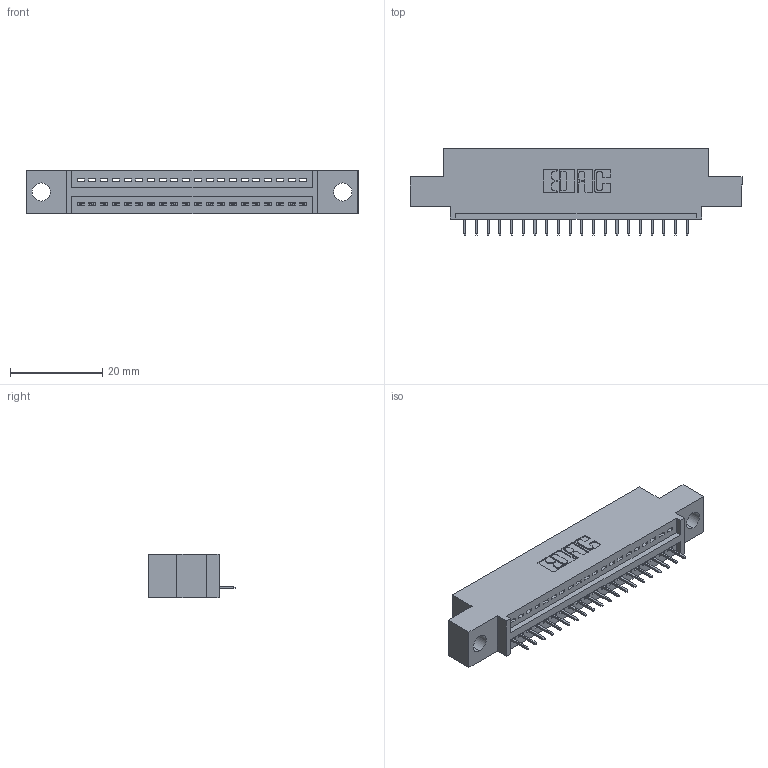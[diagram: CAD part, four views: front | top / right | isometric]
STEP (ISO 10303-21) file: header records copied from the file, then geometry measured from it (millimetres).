
FILE_DESCRIPTION (( 'STEP AP203' ), '1' );
FILE_NAME ('395-020-525-404.STEP', '2020-09-23T12:08:36', ( '' ), ( '' ), 'SwSTEP 2.0', 'SolidWorks 2020', '' );
FILE_SCHEMA (( 'CONFIG_CONTROL_DESIGN' ));
Length unit declared in the file: inch
Products named in the file (3): 395-020-525-404; 345 Part_0.110 Offset - 0.156 Dia-TH; 345-292-001_345-293-125
Assembly tree (21 placements, depth 2):
  395-020-525-404
    345 Part_0.110 Offset - 0.156 Dia-TH
    345-292-001_345-293-125  x20
Bounding box: 72.01 x 18.72 x 9.4 mm (x, y, z)
Volume: 6416.4 mm3; surface area: 7846.1 mm2
Topology: 21 solids, 21 shells, 1370 faces, 3953 edges, 2554 vertices
Faces by surface type: plane 1004, cylinder 366
Entity records: 18223 total; most frequent: CARTESIAN_POINT 3164, ORIENTED_EDGE 3118, DIRECTION 2795, EDGE_CURVE 1559, VECTOR 1351, LINE 1351, VERTEX_POINT 1034, AXIS2_PLACEMENT_3D 722
